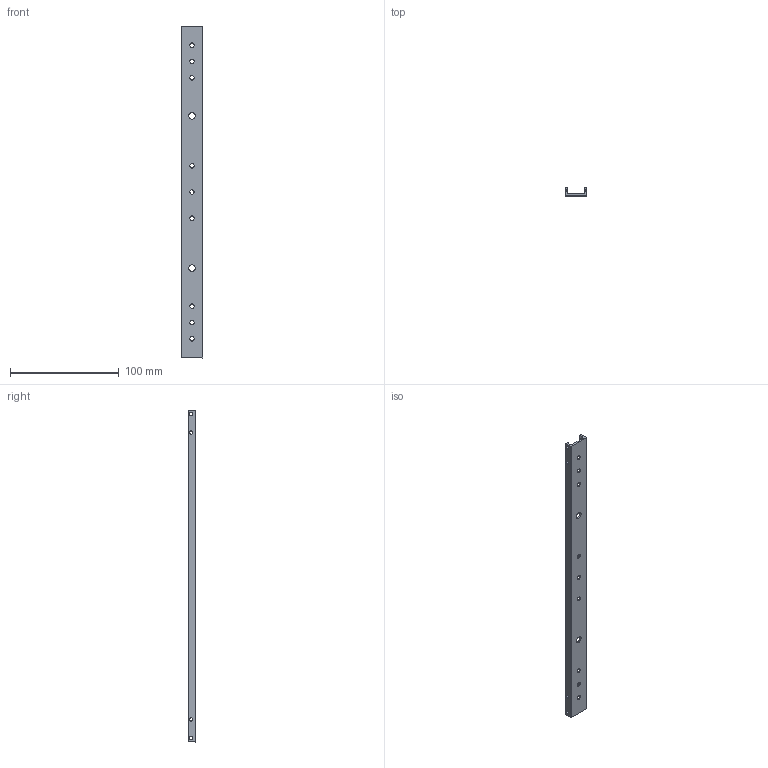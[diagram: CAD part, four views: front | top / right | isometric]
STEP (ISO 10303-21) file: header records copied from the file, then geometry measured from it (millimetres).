
FILE_DESCRIPTION (( 'STEP AP214' ), '1' );
FILE_NAME ('Outer Slide.STEP', '2025-03-09T22:38:12', ( '' ), ( '' ), 'SwSTEP 2.0', 'SolidWorks 2024', '' );
FILE_SCHEMA (( 'AUTOMOTIVE_DESIGN' ));
Length unit declared in the file: inch
Products named in the file (3): Outer Slide; BL-300C-2M.stp; OuterSlide300C.stp
Assembly tree (2 placements, depth 3):
  Outer Slide
    BL-300C-2M.stp
      OuterSlide300C.stp
Bounding box: 20 x 7.2 x 304.8 mm (x, y, z)
Volume: 16314.7 mm3; surface area: 20283.6 mm2
Topology: 1 solids, 1 shells, 58 faces, 168 edges, 112 vertices
Faces by surface type: cylinder 28, bspline 18, plane 12
Entity records: 3361 total; most frequent: CARTESIAN_POINT 1822, ORIENTED_EDGE 336, DIRECTION 230, EDGE_CURVE 168, VERTEX_POINT 112, EDGE_LOOP 96, AXIS2_PLACEMENT_3D 86, B_SPLINE_CURVE_WITH_KNOTS 70
